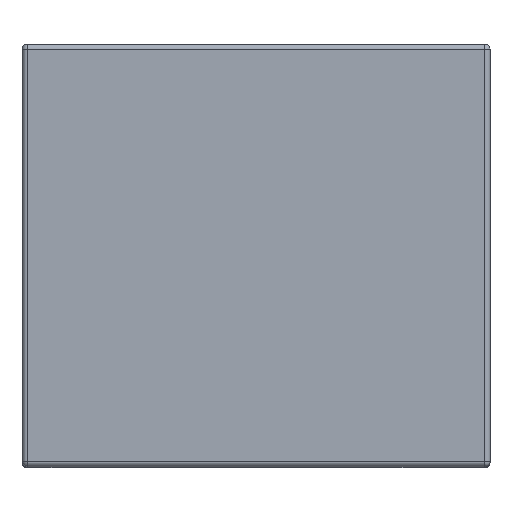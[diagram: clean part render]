
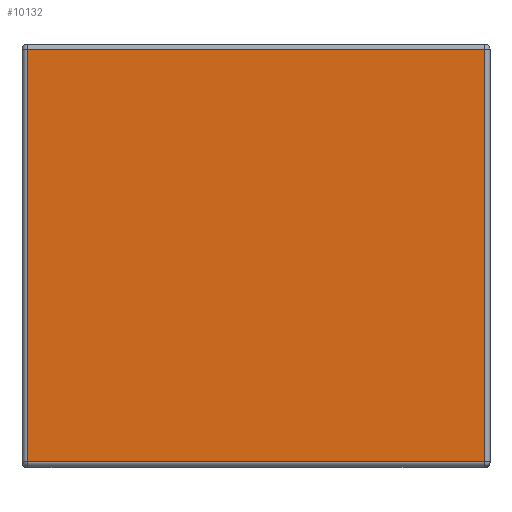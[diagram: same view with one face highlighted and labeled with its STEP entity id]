
A CAD part, top view. The second image highlights one B-rep face of the part: STEP entity #10132.
In plain terms, the highlighted planar face has unit normal (0, 0, 1).
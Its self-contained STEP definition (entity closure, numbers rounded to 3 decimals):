
#822=PLANE('',#10768);
#1368=LINE('',#14270,#2389);
#1369=LINE('',#14279,#2390);
#1374=LINE('',#14296,#2395);
#1376=LINE('',#14299,#2397);
#2389=VECTOR('',#11404,10.);
#2390=VECTOR('',#11415,10.);
#2395=VECTOR('',#11434,10.);
#2397=VECTOR('',#11438,10.);
#3215=FACE_OUTER_BOUND('',#3834,.T.);
#3834=EDGE_LOOP('',(#7534,#7535,#7536,#7537));
#4862=VERTEX_POINT('',#14254);
#4865=VERTEX_POINT('',#14261);
#4867=VERTEX_POINT('',#14272);
#4874=VERTEX_POINT('',#14291);
#5908=EDGE_CURVE('',#4862,#4865,#1368,.T.);
#5912=EDGE_CURVE('',#4867,#4862,#1369,.T.);
#5921=EDGE_CURVE('',#4865,#4874,#1374,.T.);
#5923=EDGE_CURVE('',#4874,#4867,#1376,.T.);
#7534=ORIENTED_EDGE('',*,*,#5908,.F.);
#7535=ORIENTED_EDGE('',*,*,#5912,.F.);
#7536=ORIENTED_EDGE('',*,*,#5923,.F.);
#7537=ORIENTED_EDGE('',*,*,#5921,.F.);
#10132=ADVANCED_FACE('',(#3215),#822,.T.);
#10768=AXIS2_PLACEMENT_3D('',#14330,#11466,#11467);
#11404=DIRECTION('',(0.,1.,0.));
#11415=DIRECTION('',(-1.,0.,0.));
#11434=DIRECTION('',(1.,0.,0.));
#11438=DIRECTION('',(0.,-1.,0.));
#11466=DIRECTION('center_axis',(0.,0.,1.));
#11467=DIRECTION('ref_axis',(0.,-1.,0.));
#14254=CARTESIAN_POINT('',(1.,-38.75,43.9));
#14261=CARTESIAN_POINT('',(1.,38.75,43.9));
#14270=CARTESIAN_POINT('',(1.,19.875,43.9));
#14272=CARTESIAN_POINT('',(87.,-38.75,43.9));
#14279=CARTESIAN_POINT('',(0.,-38.75,43.9));
#14291=CARTESIAN_POINT('',(87.,38.75,43.9));
#14296=CARTESIAN_POINT('',(0.,38.75,43.9));
#14299=CARTESIAN_POINT('',(87.,19.875,43.9));
#14330=CARTESIAN_POINT('Origin',(0.,39.75,43.9));
